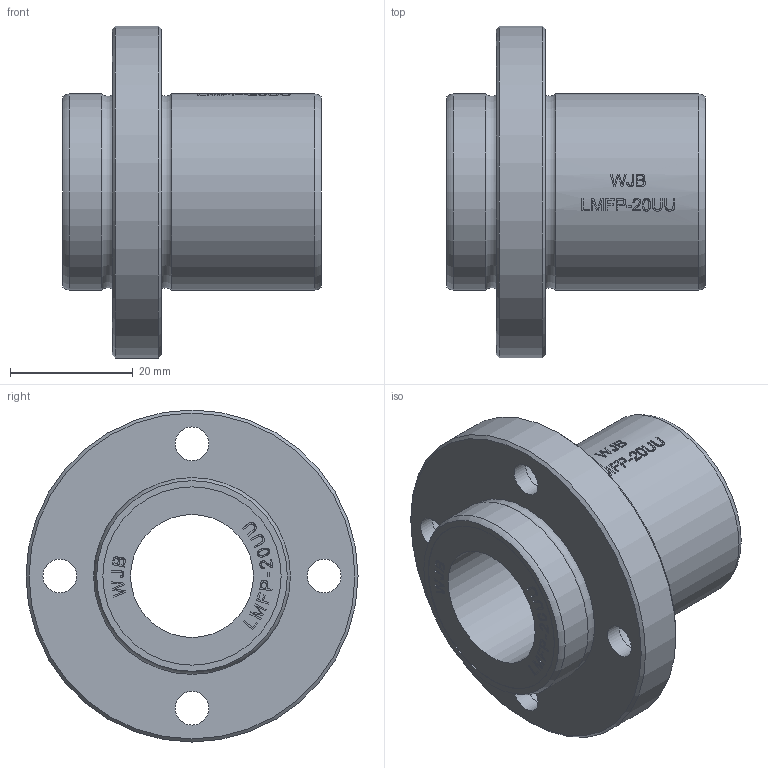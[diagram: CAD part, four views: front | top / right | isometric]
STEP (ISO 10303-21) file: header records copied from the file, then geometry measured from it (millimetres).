
FILE_DESCRIPTION(/* description */ (''),/* implementation_level */ '2;1');
FILE_NAME(/* name */ 'WJB-LMFP-20UU-2.stp',/* time_stamp */ '2019-01-26T19:14:23+08:00',/* author */ (''),/* organization */ (''),/* preprocessor_version */ 'ST-DEVELOPER v11',/* originating_system */ 'SIEMENS UGS NX 6.0',/* authorisation */ '');
FILE_SCHEMA (('AUTOMOTIVE_DESIGN { 1 0 10303 214 1 1 1 1 }'));
Length unit declared in the file: millimetre
Products named in the file (1): ROCK97E1xpjx
Bounding box: 42 x 54 x 54 mm (x, y, z)
Volume: 30602 mm3; surface area: 11889.7 mm2
Topology: 1 solids, 1 shells, 351 faces, 873 edges, 580 vertices
Faces by surface type: plane 216, extrusion 99, cylinder 30, torus 4, cone 2
Full cylindrical faces by diameter (mm): 5.5 x4, 9 x4, 20 x1, 29 x2, 32 x2, 54 x1
Entity records: 13558 total; most frequent: CARTESIAN_POINT 5736, ORIENTED_EDGE 1706, DIRECTION 1236, EDGE_CURVE 853, VERTEX_POINT 580, VECTOR 546, LINE 447, EDGE_LOOP 437
